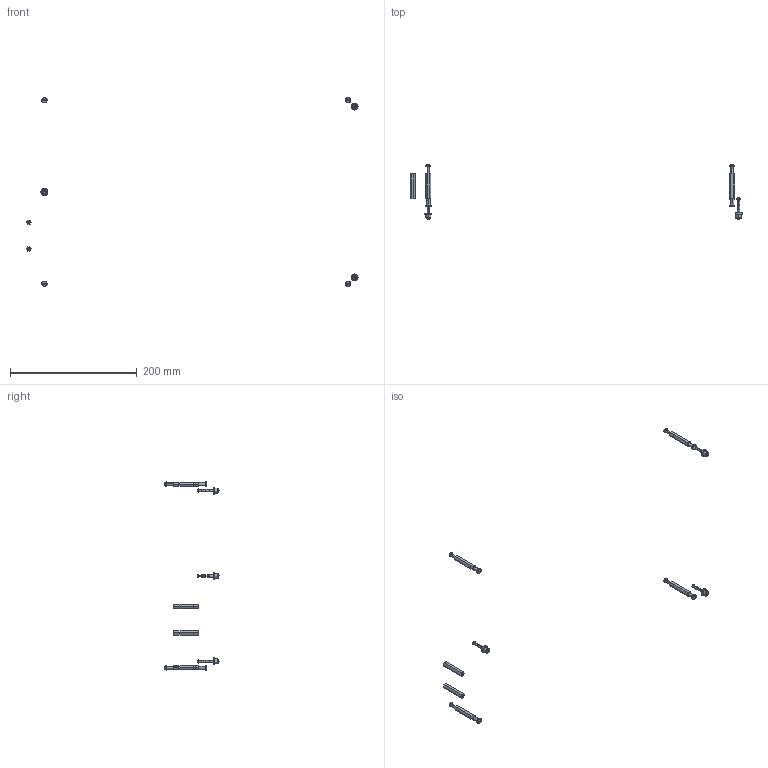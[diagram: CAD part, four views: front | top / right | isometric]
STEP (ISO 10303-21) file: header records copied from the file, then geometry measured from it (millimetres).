
FILE_DESCRIPTION (( 'STEP AP214' ), '1' );
FILE_NAME ('22652-KIT~1.STEP', '2020-01-15T14:06:38', ( '' ), ( '' ), 'SwSTEP 2.0', 'SolidWorks 2018', '' );
FILE_SCHEMA (( 'AUTOMOTIVE_DESIGN' ));
Length unit declared in the file: millimetre
Products named in the file (7): 22652-KIT~1; 3803~0; ISO7380~n_M03,0x010; ISO7380~n_M04,0x020; SKB-II~-s-k-i-i_M4,0x40 St; DIN7979~n_04,0m6x028M3; DIN923~n_M04x10-A2
Assembly tree (23 placements, depth 2):
  22652-KIT~1
    3803~0  x3
    DIN923~n_M04x10-A2  x4
    ISO7380~n_M03,0x010  x3
    ISO7380~n_M04,0x020  x4
    DIN7979~n_04,0m6x028M3  x3
    SKB-II~-s-k-i-i_M4,0x40 St  x6
Bounding box: 524.54 x 85.7 x 298.5 mm (x, y, z)
Volume: 14547.8 mm3; surface area: 14056.7 mm2
Topology: 23 solids, 23 shells, 552 faces, 1334 edges, 838 vertices
Faces by surface type: cylinder 225, cone 178, plane 123, torus 20, sphere 6
Entity records: 4442 total; most frequent: CARTESIAN_POINT 790, DIRECTION 786, ORIENTED_EDGE 638, AXIS2_PLACEMENT_3D 337, EDGE_CURVE 319, VERTEX_POINT 205, CIRCLE 175, EDGE_LOOP 148
